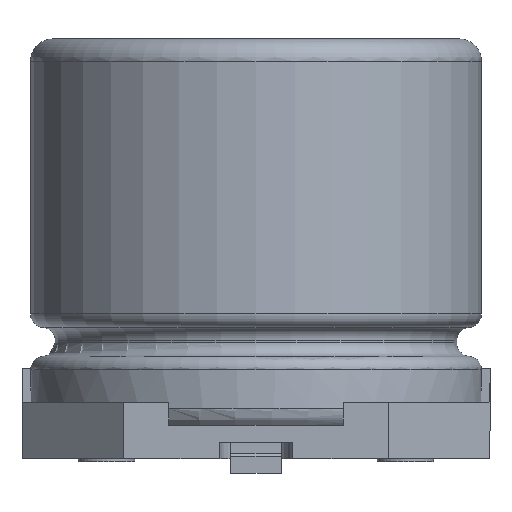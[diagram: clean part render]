
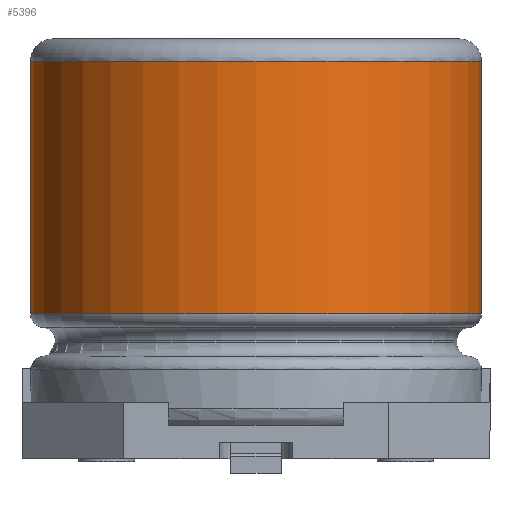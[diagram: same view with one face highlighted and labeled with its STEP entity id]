
A CAD part, left-side view. The second image highlights one B-rep face of the part: STEP entity #5396.
In plain terms, the highlighted cylindrical face has radius 4 mm (diameter 8 mm), a full revolution.
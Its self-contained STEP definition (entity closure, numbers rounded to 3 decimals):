
#106=CYLINDRICAL_SURFACE('',#5723,4.);
#221=CIRCLE('',#5717,4.);
#222=CIRCLE('',#5719,4.);
#1022=ORIENTED_EDGE('',*,*,#1770,.T.);
#1023=ORIENTED_EDGE('',*,*,#1769,.T.);
#1769=EDGE_CURVE('',#2202,#2202,#221,.T.);
#1770=EDGE_CURVE('',#2203,#2203,#222,.T.);
#2202=VERTEX_POINT('',#8285);
#2203=VERTEX_POINT('',#8288);
#3265=EDGE_LOOP('',(#1022));
#3266=EDGE_LOOP('',(#1023));
#3532=FACE_BOUND('',#3265,.T.);
#3533=FACE_BOUND('',#3266,.T.);
#5396=ADVANCED_FACE('',(#3532,#3533),#106,.T.);
#5717=AXIS2_PLACEMENT_3D('',#8284,#6587,#6588);
#5719=AXIS2_PLACEMENT_3D('',#8287,#6591,#6592);
#5723=AXIS2_PLACEMENT_3D('',#8307,#6599,#6600);
#6587=DIRECTION('',(0.,0.,-1.));
#6588=DIRECTION('',(0.,1.,0.));
#6591=DIRECTION('',(0.,0.,1.));
#6592=DIRECTION('',(0.,-1.,0.));
#6599=DIRECTION('',(0.,0.,-1.));
#6600=DIRECTION('',(0.,-1.,0.));
#8284=CARTESIAN_POINT('',(0.,0.,7.05));
#8285=CARTESIAN_POINT('',(0.,4.,7.05));
#8287=CARTESIAN_POINT('',(0.,0.,2.573));
#8288=CARTESIAN_POINT('',(0.,-4.,2.573));
#8307=CARTESIAN_POINT('',(0.,0.,10.4));
